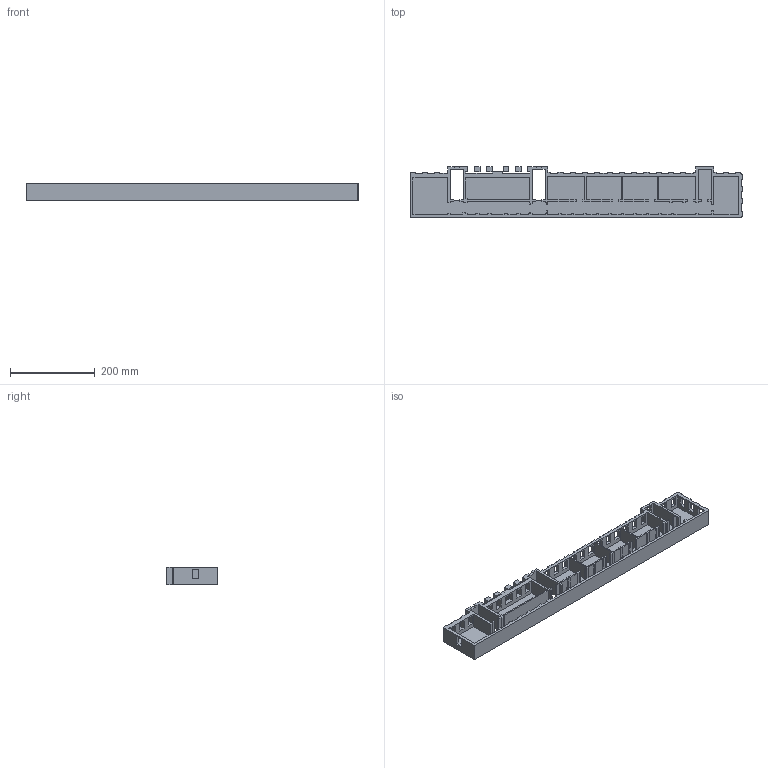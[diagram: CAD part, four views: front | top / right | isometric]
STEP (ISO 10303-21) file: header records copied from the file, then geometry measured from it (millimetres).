
FILE_DESCRIPTION(('STEP AP203'), '1');
FILE_NAME('Êîëëåäæ 2 ðàçðåçàííûé', '2025-12-01T14:40:10', ('Polina'), (''), 'C3D Converter', 'C3D Toolkit', '');
FILE_SCHEMA(('CONFIG_CONTROL_DESIGN'));
Length unit declared in the file: millimetre
Bounding box: 784.1 x 119.8 x 40.5 mm (x, y, z)
Volume: 1024657.5 mm3; surface area: 392700.9 mm2
Topology: 4 solids, 4 shells, 531 faces, 1577 edges, 1051 vertices
Faces by surface type: plane 530, cylinder 1
Entity records: 17580 total; most frequent: CARTESIAN_POINT 3160, ORIENTED_EDGE 3154, DIRECTION 2644, EDGE_CURVE 1577, LINE 1574, VECTOR 1574, VERTEX_POINT 1051, FACE_BOUND 586
